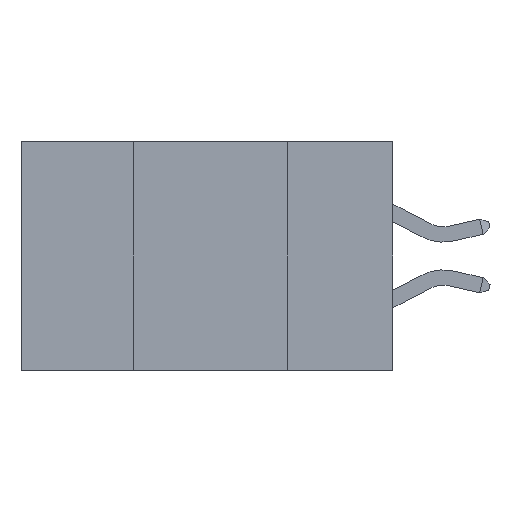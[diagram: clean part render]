
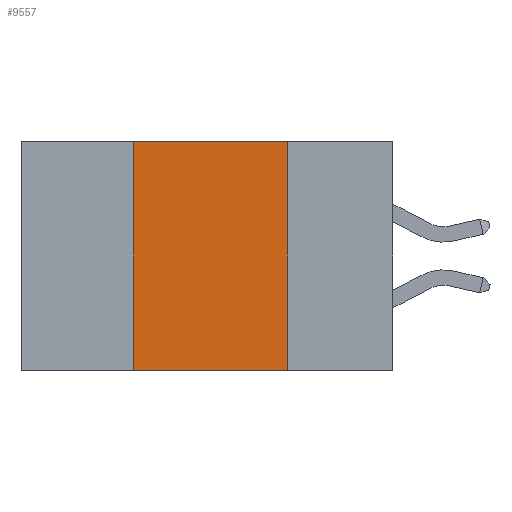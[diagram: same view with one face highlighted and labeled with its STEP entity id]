
A CAD part, left-side view. The second image highlights one B-rep face of the part: STEP entity #9557.
In plain terms, the highlighted planar face has unit normal (-1, 0, 0).
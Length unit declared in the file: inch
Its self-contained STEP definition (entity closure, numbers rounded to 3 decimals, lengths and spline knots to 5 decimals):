
#2789 = VERTEX_POINT ( 'NONE', #13571 ) ;
#3103 = CARTESIAN_POINT ( 'NONE',  ( 0., 0.17, 0. ) ) ;
#4244 = AXIS2_PLACEMENT_3D ( 'NONE', #6747, #8558, #21221 ) ;
#4255 = VECTOR ( 'NONE', #18557, 39.37008 ) ;
#4347 = EDGE_CURVE ( 'NONE', #2789, #14828, #8434, .T. ) ;
#4824 = EDGE_CURVE ( 'NONE', #7692, #2789, #16938, .T. ) ;
#5222 = ORIENTED_EDGE ( 'NONE', *, *, #4347, .F. ) ;
#5245 = CARTESIAN_POINT ( 'NONE',  ( 0., 0.42, 0. ) ) ;
#6747 = CARTESIAN_POINT ( 'NONE',  ( 0., 0.6, 0. ) ) ;
#7614 = CARTESIAN_POINT ( 'NONE',  ( 0., 0.6, -0.37 ) ) ;
#7692 = VERTEX_POINT ( 'NONE', #10305 ) ;
#7761 = VECTOR ( 'NONE', #19738, 39.37008 ) ;
#7935 = CARTESIAN_POINT ( 'NONE',  ( 0., 0.6, 0. ) ) ;
#8315 = LINE ( 'NONE', #5245, #7761 ) ;
#8434 = LINE ( 'NONE', #3103, #12695 ) ;
#8558 = DIRECTION ( 'NONE',  ( 1., 0., 0. ) ) ;
#9053 = LINE ( 'NONE', #7614, #4255 ) ;
#9557 = ADVANCED_FACE ( 'NONE', ( #21105 ), #17591, .F. ) ;
#10305 = CARTESIAN_POINT ( 'NONE',  ( 0., 0.42, 0. ) ) ;
#11154 = ORIENTED_EDGE ( 'NONE', *, *, #14277, .T. ) ;
#12695 = VECTOR ( 'NONE', #22881, 39.37008 ) ;
#13571 = CARTESIAN_POINT ( 'NONE',  ( 0., 0.17, 0. ) ) ;
#14277 = EDGE_CURVE ( 'NONE', #15597, #14828, #9053, .T. ) ;
#14828 = VERTEX_POINT ( 'NONE', #15135 ) ;
#15135 = CARTESIAN_POINT ( 'NONE',  ( 0., 0.17, -0.37 ) ) ;
#15597 = VERTEX_POINT ( 'NONE', #15883 ) ;
#15883 = CARTESIAN_POINT ( 'NONE',  ( 0., 0.42, -0.37 ) ) ;
#16938 = LINE ( 'NONE', #7935, #21144 ) ;
#16990 = DIRECTION ( 'NONE',  ( 0., -1., 0. ) ) ;
#17591 = PLANE ( 'NONE',  #4244 ) ;
#18557 = DIRECTION ( 'NONE',  ( 0., -1., 0. ) ) ;
#19435 = EDGE_LOOP ( 'NONE', ( #5222, #19676, #20251, #11154 ) ) ;
#19676 = ORIENTED_EDGE ( 'NONE', *, *, #4824, .F. ) ;
#19738 = DIRECTION ( 'NONE',  ( 0., 0., 1. ) ) ;
#20251 = ORIENTED_EDGE ( 'NONE', *, *, #22200, .F. ) ;
#21105 = FACE_OUTER_BOUND ( 'NONE', #19435, .T. ) ;
#21144 = VECTOR ( 'NONE', #16990, 39.37008 ) ;
#21221 = DIRECTION ( 'NONE',  ( 0., 0., -1. ) ) ;
#22200 = EDGE_CURVE ( 'NONE', #15597, #7692, #8315, .T. ) ;
#22881 = DIRECTION ( 'NONE',  ( 0., 0., -1. ) ) ;
